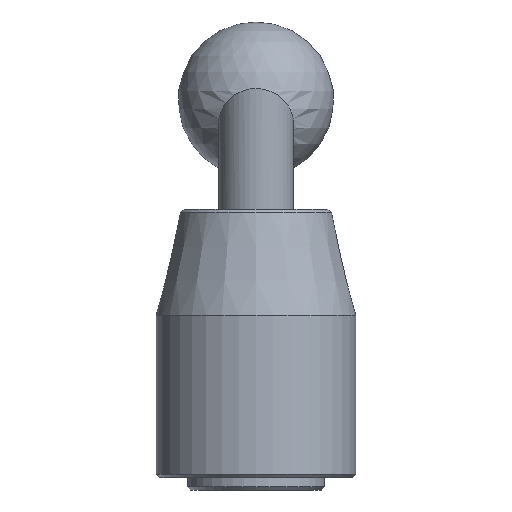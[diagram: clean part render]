
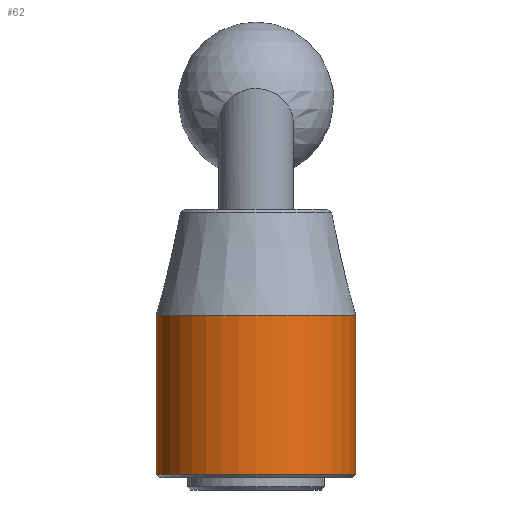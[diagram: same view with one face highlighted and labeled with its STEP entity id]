
A CAD part, left-side view. The second image highlights one B-rep face of the part: STEP entity #62.
In plain terms, the highlighted cylindrical face has radius 16 mm (diameter 32 mm), a full revolution.
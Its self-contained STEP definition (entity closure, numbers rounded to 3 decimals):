
#62 = ADVANCED_FACE( '', ( #129, #130 ), #131, .T. );
#129 = FACE_OUTER_BOUND( '', #191, .T. );
#130 = FACE_OUTER_BOUND( '', #192, .T. );
#131 = CYLINDRICAL_SURFACE( '', #193, 16. );
#191 = EDGE_LOOP( '', ( #271 ) );
#192 = EDGE_LOOP( '', ( #272 ) );
#193 = AXIS2_PLACEMENT_3D( '', #273, #274, #275 );
#271 = ORIENTED_EDGE( '', *, *, #306, .T. );
#272 = ORIENTED_EDGE( '', *, *, #309, .F. );
#273 = CARTESIAN_POINT( '', ( 0., 0., 57.15 ) );
#274 = DIRECTION( '', ( 0., 0., -1. ) );
#275 = DIRECTION( '', ( 1., 0., 0. ) );
#306 = EDGE_CURVE( '', #344, #344, #345, .T. );
#309 = EDGE_CURVE( '', #348, #348, #349, .T. );
#344 = VERTEX_POINT( '', #550 );
#345 = CIRCLE( '', #551, 16. );
#348 = VERTEX_POINT( '', #554 );
#349 = CIRCLE( '', #555, 16. );
#550 = CARTESIAN_POINT( '', ( 16., 0., 2.5 ) );
#551 = AXIS2_PLACEMENT_3D( '', #584, #585, #586 );
#554 = CARTESIAN_POINT( '', ( 16., 0., 28. ) );
#555 = AXIS2_PLACEMENT_3D( '', #587, #588, #589 );
#584 = CARTESIAN_POINT( '', ( 0., 0., 2.5 ) );
#585 = DIRECTION( '', ( 0., 0., 1. ) );
#586 = DIRECTION( '', ( 1., 0., 0. ) );
#587 = CARTESIAN_POINT( '', ( 0., 0., 28. ) );
#588 = DIRECTION( '', ( 0., 0., 1. ) );
#589 = DIRECTION( '', ( 1., 0., 0. ) );
